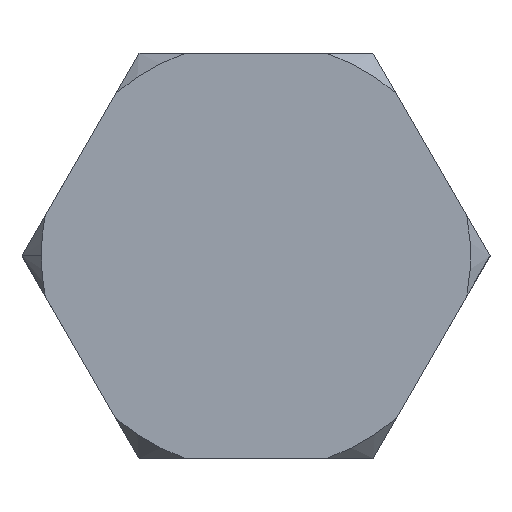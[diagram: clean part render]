
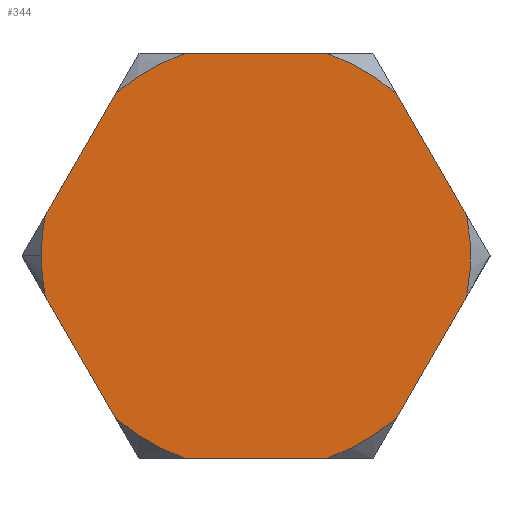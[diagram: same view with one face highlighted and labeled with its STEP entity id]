
A CAD part, top view. The second image highlights one B-rep face of the part: STEP entity #344.
In plain terms, the highlighted planar face has unit normal (0, 0, 1).
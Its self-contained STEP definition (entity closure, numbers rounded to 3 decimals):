
#1 = DIRECTION ( 'NONE',  ( 1., 0., 0. ) ) ;
#4 = LINE ( 'NONE', #162, #283 ) ;
#19 = ORIENTED_EDGE ( 'NONE', *, *, #79, .T. ) ;
#34 = VECTOR ( 'NONE', #525, 1000. ) ;
#39 = DIRECTION ( 'NONE',  ( 1., 0., 0. ) ) ;
#40 = CARTESIAN_POINT ( 'NONE',  ( 0., 0., 9. ) ) ;
#49 = AXIS2_PLACEMENT_3D ( 'NONE', #616, #308, #671 ) ;
#54 = CARTESIAN_POINT ( 'NONE',  ( -4.907, -8.5, 9. ) ) ;
#57 = DIRECTION ( 'NONE',  ( 0., 0., 1. ) ) ;
#62 = VERTEX_POINT ( 'NONE', #560 ) ;
#66 = DIRECTION ( 'NONE',  ( 0., 0., 1. ) ) ;
#72 = AXIS2_PLACEMENT_3D ( 'NONE', #388, #66, #443 ) ;
#73 = CIRCLE ( 'NONE', #220, 9. ) ;
#79 = EDGE_CURVE ( 'NONE', #619, #248, #95, .T. ) ;
#85 = EDGE_CURVE ( 'NONE', #512, #619, #541, .T. ) ;
#86 = DIRECTION ( 'NONE',  ( 1., 0., 0. ) ) ;
#95 = CIRCLE ( 'NONE', #641, 9. ) ;
#104 = VECTOR ( 'NONE', #270, 1000. ) ;
#111 = EDGE_CURVE ( 'NONE', #637, #261, #624, .T. ) ;
#113 = EDGE_CURVE ( 'NONE', #254, #667, #231, .T. ) ;
#115 = VECTOR ( 'NONE', #462, 1000. ) ;
#128 = AXIS2_PLACEMENT_3D ( 'NONE', #375, #57, #432 ) ;
#138 = LINE ( 'NONE', #54, #393 ) ;
#141 = ORIENTED_EDGE ( 'NONE', *, *, #367, .T. ) ;
#147 = DIRECTION ( 'NONE',  ( -0.5, -0.866, 0. ) ) ;
#149 = ORIENTED_EDGE ( 'NONE', *, *, #415, .T. ) ;
#154 = DIRECTION ( 'NONE',  ( 0., 0., 1. ) ) ;
#158 = CARTESIAN_POINT ( 'NONE',  ( -9.815, 0., 9. ) ) ;
#159 = AXIS2_PLACEMENT_3D ( 'NONE', #664, #348, #39 ) ;
#162 = CARTESIAN_POINT ( 'NONE',  ( 4.907, 8.5, 9. ) ) ;
#184 = ORIENTED_EDGE ( 'NONE', *, *, #328, .T. ) ;
#189 = EDGE_LOOP ( 'NONE', ( #141, #305, #184, #438, #430, #287, #301, #517, #149, #569, #585, #551, #19 ) ) ;
#214 = CARTESIAN_POINT ( 'NONE',  ( -2.958, 8.5, 9. ) ) ;
#217 = CARTESIAN_POINT ( 'NONE',  ( 9.815, 0., 9. ) ) ;
#219 = DIRECTION ( 'NONE',  ( 0., 0., 1. ) ) ;
#220 = AXIS2_PLACEMENT_3D ( 'NONE', #533, #219, #586 ) ;
#231 = LINE ( 'NONE', #259, #670 ) ;
#242 = VERTEX_POINT ( 'NONE', #267 ) ;
#248 = VERTEX_POINT ( 'NONE', #626 ) ;
#254 = VERTEX_POINT ( 'NONE', #524 ) ;
#259 = CARTESIAN_POINT ( 'NONE',  ( -4.907, 8.5, 9. ) ) ;
#261 = VERTEX_POINT ( 'NONE', #526 ) ;
#267 = CARTESIAN_POINT ( 'NONE',  ( -5.882, -6.812, 9. ) ) ;
#268 = PLANE ( 'NONE',  #347 ) ;
#269 = VERTEX_POINT ( 'NONE', #214 ) ;
#270 = DIRECTION ( 'NONE',  ( -0.5, 0.866, 0. ) ) ;
#272 = FACE_OUTER_BOUND ( 'NONE', #189, .T. ) ;
#273 = CIRCLE ( 'NONE', #72, 9. ) ;
#276 = CARTESIAN_POINT ( 'NONE',  ( -8.84, 1.688, 9. ) ) ;
#283 = VECTOR ( 'NONE', #529, 1000. ) ;
#287 = ORIENTED_EDGE ( 'NONE', *, *, #654, .T. ) ;
#291 = VERTEX_POINT ( 'NONE', #424 ) ;
#293 = EDGE_CURVE ( 'NONE', #261, #242, #445, .T. ) ;
#299 = CIRCLE ( 'NONE', #483, 9. ) ;
#301 = ORIENTED_EDGE ( 'NONE', *, *, #111, .T. ) ;
#305 = ORIENTED_EDGE ( 'NONE', *, *, #645, .T. ) ;
#308 = DIRECTION ( 'NONE',  ( 0., 0., 1. ) ) ;
#309 = CARTESIAN_POINT ( 'NONE',  ( -9., 0., 9. ) ) ;
#319 = DIRECTION ( 'NONE',  ( 0., 0., 1. ) ) ;
#328 = EDGE_CURVE ( 'NONE', #62, #269, #4, .T. ) ;
#344 = ADVANCED_FACE ( 'NONE', ( #272 ), #268, .T. ) ;
#347 = AXIS2_PLACEMENT_3D ( 'NONE', #627, #319, #1 ) ;
#348 = DIRECTION ( 'NONE',  ( 0., 0., 1. ) ) ;
#349 = CARTESIAN_POINT ( 'NONE',  ( 4.907, -8.5, 9. ) ) ;
#359 = EDGE_CURVE ( 'NONE', #561, #449, #138, .T. ) ;
#367 = EDGE_CURVE ( 'NONE', #248, #291, #581, .T. ) ;
#372 = DIRECTION ( 'NONE',  ( 1., 0., 0. ) ) ;
#375 = CARTESIAN_POINT ( 'NONE',  ( 0., 0., 9. ) ) ;
#388 = CARTESIAN_POINT ( 'NONE',  ( 0., 0., 9. ) ) ;
#393 = VECTOR ( 'NONE', #372, 1000. ) ;
#412 = DIRECTION ( 'NONE',  ( 0., 0., 1. ) ) ;
#414 = CARTESIAN_POINT ( 'NONE',  ( 8.84, -1.688, 9. ) ) ;
#415 = EDGE_CURVE ( 'NONE', #242, #561, #299, .T. ) ;
#424 = CARTESIAN_POINT ( 'NONE',  ( 5.882, 6.812, 9. ) ) ;
#430 = ORIENTED_EDGE ( 'NONE', *, *, #113, .T. ) ;
#432 = DIRECTION ( 'NONE',  ( 1., 0., 0. ) ) ;
#438 = ORIENTED_EDGE ( 'NONE', *, *, #601, .T. ) ;
#443 = DIRECTION ( 'NONE',  ( 1., 0., 0. ) ) ;
#445 = LINE ( 'NONE', #158, #34 ) ;
#449 = VERTEX_POINT ( 'NONE', #621 ) ;
#462 = DIRECTION ( 'NONE',  ( 0.5, 0.866, 0. ) ) ;
#467 = CARTESIAN_POINT ( 'NONE',  ( 0., 0., 9. ) ) ;
#483 = AXIS2_PLACEMENT_3D ( 'NONE', #467, #154, #519 ) ;
#492 = EDGE_CURVE ( 'NONE', #449, #512, #273, .T. ) ;
#494 = CIRCLE ( 'NONE', #128, 9. ) ;
#512 = VERTEX_POINT ( 'NONE', #547 ) ;
#517 = ORIENTED_EDGE ( 'NONE', *, *, #293, .T. ) ;
#519 = DIRECTION ( 'NONE',  ( 1., 0., 0. ) ) ;
#524 = CARTESIAN_POINT ( 'NONE',  ( -5.882, 6.812, 9. ) ) ;
#525 = DIRECTION ( 'NONE',  ( 0.5, -0.866, 0. ) ) ;
#526 = CARTESIAN_POINT ( 'NONE',  ( -8.84, -1.688, 9. ) ) ;
#529 = DIRECTION ( 'NONE',  ( -1., 0., 0. ) ) ;
#533 = CARTESIAN_POINT ( 'NONE',  ( 0., 0., 9. ) ) ;
#541 = LINE ( 'NONE', #349, #115 ) ;
#547 = CARTESIAN_POINT ( 'NONE',  ( 5.882, -6.812, 9. ) ) ;
#551 = ORIENTED_EDGE ( 'NONE', *, *, #85, .T. ) ;
#560 = CARTESIAN_POINT ( 'NONE',  ( 2.958, 8.5, 9. ) ) ;
#561 = VERTEX_POINT ( 'NONE', #649 ) ;
#564 = CIRCLE ( 'NONE', #159, 9. ) ;
#569 = ORIENTED_EDGE ( 'NONE', *, *, #359, .T. ) ;
#581 = LINE ( 'NONE', #217, #104 ) ;
#585 = ORIENTED_EDGE ( 'NONE', *, *, #492, .T. ) ;
#586 = DIRECTION ( 'NONE',  ( 1., 0., 0. ) ) ;
#601 = EDGE_CURVE ( 'NONE', #269, #254, #564, .T. ) ;
#616 = CARTESIAN_POINT ( 'NONE',  ( 0., 0., 9. ) ) ;
#619 = VERTEX_POINT ( 'NONE', #414 ) ;
#621 = CARTESIAN_POINT ( 'NONE',  ( 2.958, -8.5, 9. ) ) ;
#624 = CIRCLE ( 'NONE', #49, 9. ) ;
#626 = CARTESIAN_POINT ( 'NONE',  ( 8.84, 1.688, 9. ) ) ;
#627 = CARTESIAN_POINT ( 'NONE',  ( 0., 0., 9. ) ) ;
#637 = VERTEX_POINT ( 'NONE', #309 ) ;
#641 = AXIS2_PLACEMENT_3D ( 'NONE', #40, #412, #86 ) ;
#645 = EDGE_CURVE ( 'NONE', #291, #62, #494, .T. ) ;
#649 = CARTESIAN_POINT ( 'NONE',  ( -2.958, -8.5, 9. ) ) ;
#654 = EDGE_CURVE ( 'NONE', #667, #637, #73, .T. ) ;
#664 = CARTESIAN_POINT ( 'NONE',  ( 0., 0., 9. ) ) ;
#667 = VERTEX_POINT ( 'NONE', #276 ) ;
#670 = VECTOR ( 'NONE', #147, 1000. ) ;
#671 = DIRECTION ( 'NONE',  ( 1., 0., 0. ) ) ;
